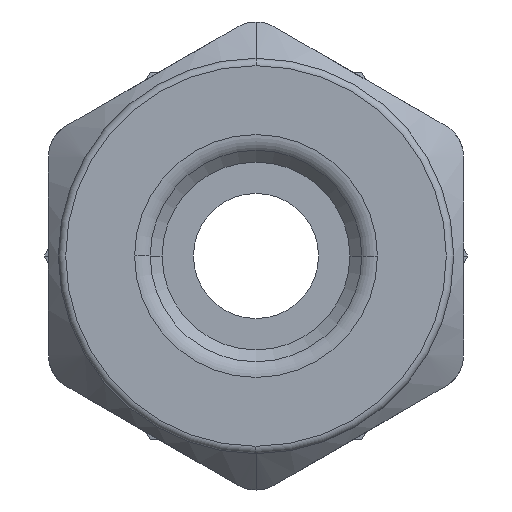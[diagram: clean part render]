
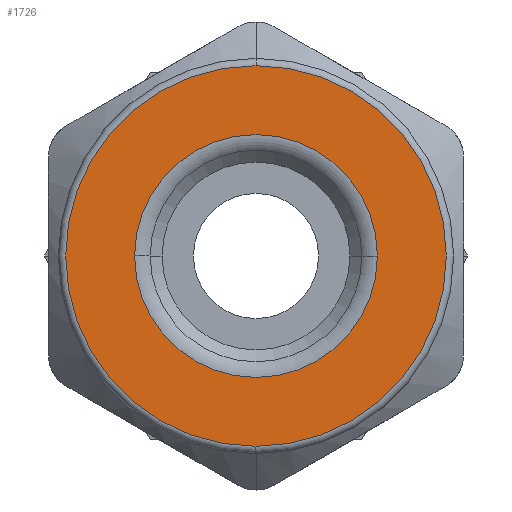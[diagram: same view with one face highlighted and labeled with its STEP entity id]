
A CAD part, front view. The second image highlights one B-rep face of the part: STEP entity #1726.
In plain terms, the highlighted planar face has unit normal (0, -1, 0).
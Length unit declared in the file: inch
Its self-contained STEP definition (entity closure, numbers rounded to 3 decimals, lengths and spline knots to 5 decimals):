
#123=CARTESIAN_POINT('',(0.,0.,0.));
#124=DIRECTION('',(0.,-1.,0.));
#125=DIRECTION('',(1.,0.,0.));
#126=AXIS2_PLACEMENT_3D('',#123,#124,#125);
#177=CARTESIAN_POINT('',(0.,0.,0.));
#178=DIRECTION('',(0.,-1.,0.));
#179=DIRECTION('',(-1.,0.,0.));
#180=AXIS2_PLACEMENT_3D('',#177,#178,#179);
#1476=CARTESIAN_POINT('',(0.,0.,0.));
#1477=DIRECTION('',(0.,-1.,0.));
#1478=DIRECTION('',(0.,0.,-1.));
#1479=AXIS2_PLACEMENT_3D('',#1476,#1477,#1478);
#1500=CARTESIAN_POINT('',(0.,0.,0.));
#1501=DIRECTION('',(0.,-1.,0.));
#1502=DIRECTION('',(0.,0.,1.));
#1503=AXIS2_PLACEMENT_3D('',#1500,#1501,#1502);
#1651=CARTESIAN_POINT('',(0.16493,0.,0.));
#1652=CARTESIAN_POINT('',(-0.16493,0.,0.));
#1653=VERTEX_POINT('',#1651);
#1654=VERTEX_POINT('',#1652);
#1701=CARTESIAN_POINT('',(0.,0.,-0.2585));
#1702=CARTESIAN_POINT('',(0.,0.,0.2585));
#1703=VERTEX_POINT('',#1701);
#1704=VERTEX_POINT('',#1702);
#1709=CARTESIAN_POINT('',(0.,0.,0.));
#1710=DIRECTION('',(0.,1.,0.));
#1711=DIRECTION('',(0.,0.,-1.));
#1712=AXIS2_PLACEMENT_3D('',#1709,#1710,#1711);
#1713=PLANE('',#1712);
#1715=ORIENTED_EDGE('',*,*,#1714,.F.);
#1717=ORIENTED_EDGE('',*,*,#1716,.F.);
#1718=EDGE_LOOP('',(#1715,#1717));
#1719=FACE_OUTER_BOUND('',#1718,.F.);
#1721=ORIENTED_EDGE('',*,*,#1720,.T.);
#1723=ORIENTED_EDGE('',*,*,#1722,.T.);
#1724=EDGE_LOOP('',(#1721,#1723));
#1725=FACE_BOUND('',#1724,.F.);
#1726=ADVANCED_FACE('',(#1719,#1725),#1713,.F.);
#127=CIRCLE('',#126,0.16493);
#181=CIRCLE('',#180,0.16493);
#1480=CIRCLE('',#1479,0.2585);
#1504=CIRCLE('',#1503,0.2585);
#1714=EDGE_CURVE('',#1703,#1704,#1480,.T.);
#1716=EDGE_CURVE('',#1704,#1703,#1504,.T.);
#1720=EDGE_CURVE('',#1653,#1654,#127,.T.);
#1722=EDGE_CURVE('',#1654,#1653,#181,.T.);
